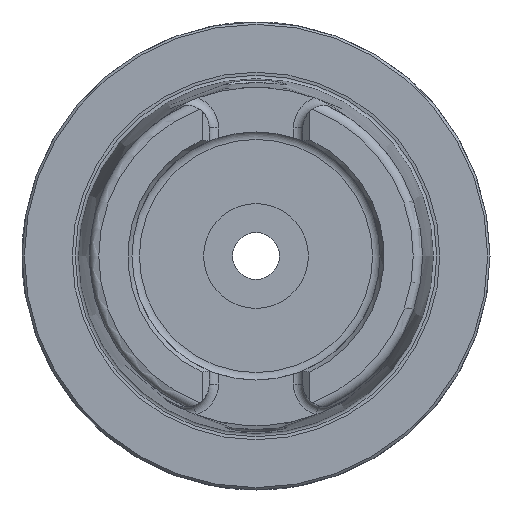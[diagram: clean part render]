
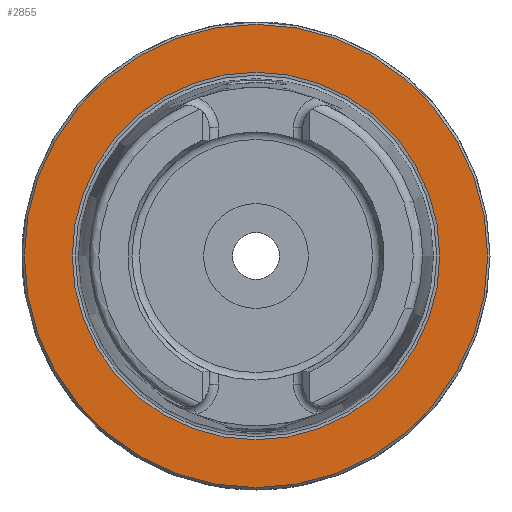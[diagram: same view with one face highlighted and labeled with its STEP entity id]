
A CAD part, left-side view. The second image highlights one B-rep face of the part: STEP entity #2855.
In plain terms, the highlighted planar face has unit normal (-1, 0, 0).
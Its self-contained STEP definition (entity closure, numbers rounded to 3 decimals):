
#134=FACE_BOUND('',#527,.T.);
#178=PLANE('',#3248);
#362=FACE_OUTER_BOUND('',#526,.T.);
#526=EDGE_LOOP('',(#2493,#2494));
#527=EDGE_LOOP('',(#2495,#2496));
#1016=CIRCLE('',#3246,39.275);
#1017=CIRCLE('',#3247,39.275);
#1018=CIRCLE('',#3249,49.5);
#1019=CIRCLE('',#3250,49.5);
#1309=VERTEX_POINT('',#5845);
#1310=VERTEX_POINT('',#5847);
#1311=VERTEX_POINT('',#5851);
#1312=VERTEX_POINT('',#5852);
#1721=EDGE_CURVE('',#1310,#1309,#1016,.T.);
#1722=EDGE_CURVE('',#1309,#1310,#1017,.T.);
#1723=EDGE_CURVE('',#1311,#1312,#1018,.T.);
#1724=EDGE_CURVE('',#1312,#1311,#1019,.T.);
#2493=ORIENTED_EDGE('',*,*,#1723,.F.);
#2494=ORIENTED_EDGE('',*,*,#1724,.F.);
#2495=ORIENTED_EDGE('',*,*,#1721,.T.);
#2496=ORIENTED_EDGE('',*,*,#1722,.T.);
#2855=ADVANCED_FACE('',(#362,#134),#178,.T.);
#3246=AXIS2_PLACEMENT_3D('',#5848,#4029,#4030);
#3247=AXIS2_PLACEMENT_3D('',#5849,#4031,#4032);
#3248=AXIS2_PLACEMENT_3D('',#5850,#4033,#4034);
#3249=AXIS2_PLACEMENT_3D('',#5853,#4035,#4036);
#3250=AXIS2_PLACEMENT_3D('',#5854,#4037,#4038);
#4029=DIRECTION('center_axis',(1.,0.,0.));
#4030=DIRECTION('ref_axis',(0.,0.,-1.));
#4031=DIRECTION('center_axis',(1.,0.,0.));
#4032=DIRECTION('ref_axis',(0.,0.,-1.));
#4033=DIRECTION('center_axis',(-1.,0.,0.));
#4034=DIRECTION('ref_axis',(0.,0.,1.));
#4035=DIRECTION('center_axis',(1.,0.,0.));
#4036=DIRECTION('ref_axis',(0.,0.,-1.));
#4037=DIRECTION('center_axis',(1.,0.,0.));
#4038=DIRECTION('ref_axis',(0.,0.,-1.));
#5845=CARTESIAN_POINT('',(0.,-39.275,0.));
#5847=CARTESIAN_POINT('',(0.,39.275,0.));
#5848=CARTESIAN_POINT('Origin',(0.,0.,0.));
#5849=CARTESIAN_POINT('Origin',(0.,0.,0.));
#5850=CARTESIAN_POINT('Origin',(0.,49.5,0.));
#5851=CARTESIAN_POINT('',(0.,49.5,0.));
#5852=CARTESIAN_POINT('',(0.,-49.5,0.));
#5853=CARTESIAN_POINT('Origin',(0.,0.,0.));
#5854=CARTESIAN_POINT('Origin',(0.,0.,0.));
